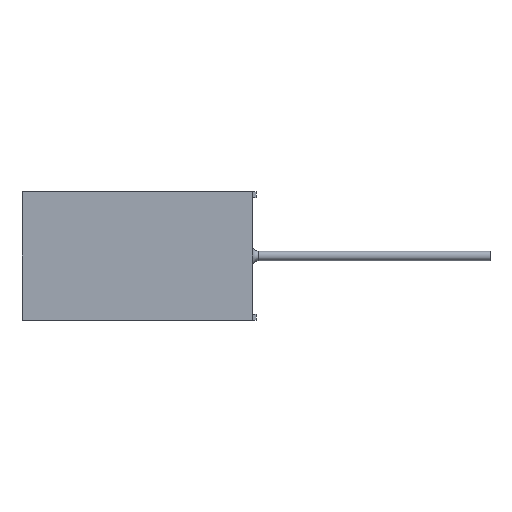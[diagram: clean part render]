
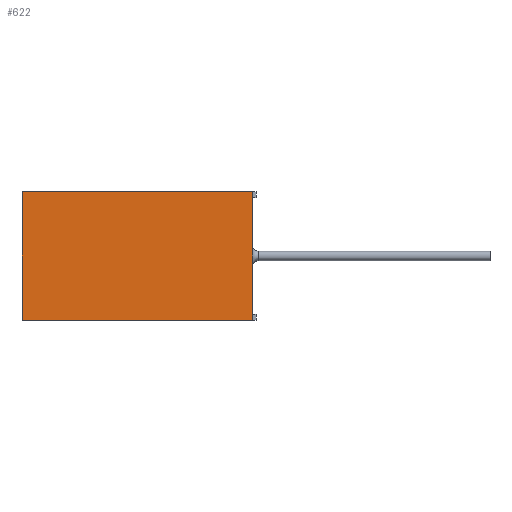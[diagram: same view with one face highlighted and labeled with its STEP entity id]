
A CAD part, left-side view. The second image highlights one B-rep face of the part: STEP entity #622.
In plain terms, the highlighted planar face has unit normal (-1, 0, 0).
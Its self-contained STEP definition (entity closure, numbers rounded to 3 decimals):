
#622 = ADVANCED_FACE( '', ( #1719 ), #1720, .F. );
#1719 = FACE_OUTER_BOUND( '', #3383, .T. );
#1720 = PLANE( '', #3384 );
#3383 = EDGE_LOOP( '', ( #5415, #5416, #5417, #5418 ) );
#3384 = AXIS2_PLACEMENT_3D( '', #5419, #5420, #5421 );
#5415 = ORIENTED_EDGE( '', *, *, #11410, .T. );
#5416 = ORIENTED_EDGE( '', *, *, #11411, .F. );
#5417 = ORIENTED_EDGE( '', *, *, #11412, .F. );
#5418 = ORIENTED_EDGE( '', *, *, #11413, .T. );
#5419 = CARTESIAN_POINT( '', ( -13., 9.85, 5.5 ) );
#5420 = DIRECTION( '', ( 1., 0., 0. ) );
#5421 = DIRECTION( '', ( 0., 0., -1. ) );
#11410 = EDGE_CURVE( '', #13402, #13403, #13404, .T. );
#11411 = EDGE_CURVE( '', #13405, #13403, #13406, .T. );
#11412 = EDGE_CURVE( '', #13407, #13405, #13408, .T. );
#11413 = EDGE_CURVE( '', #13407, #13402, #13409, .T. );
#13402 = VERTEX_POINT( '', #16622 );
#13403 = VERTEX_POINT( '', #16623 );
#13404 = LINE( '', #16624, #16625 );
#13405 = VERTEX_POINT( '', #16626 );
#13406 = LINE( '', #16627, #16628 );
#13407 = VERTEX_POINT( '', #16629 );
#13408 = LINE( '', #16630, #16631 );
#13409 = LINE( '', #16632, #16633 );
#16622 = CARTESIAN_POINT( '', ( -13., 9.85, -5.5 ) );
#16623 = CARTESIAN_POINT( '', ( -13., -9.85, -5.5 ) );
#16624 = CARTESIAN_POINT( '', ( -13., 9.85, -5.5 ) );
#16625 = VECTOR( '', #23125, 1000. );
#16626 = CARTESIAN_POINT( '', ( -13., -9.85, 5.5 ) );
#16627 = CARTESIAN_POINT( '', ( -13., -9.85, 5.5 ) );
#16628 = VECTOR( '', #23126, 1000. );
#16629 = CARTESIAN_POINT( '', ( -13., 9.85, 5.5 ) );
#16630 = CARTESIAN_POINT( '', ( -13., 9.85, 5.5 ) );
#16631 = VECTOR( '', #23127, 1000. );
#16632 = CARTESIAN_POINT( '', ( -13., 9.85, 5.5 ) );
#16633 = VECTOR( '', #23128, 1000. );
#23125 = DIRECTION( '', ( 0., -1., 0. ) );
#23126 = DIRECTION( '', ( 0., 0., -1. ) );
#23127 = DIRECTION( '', ( 0., -1., 0. ) );
#23128 = DIRECTION( '', ( 0., 0., -1. ) );
